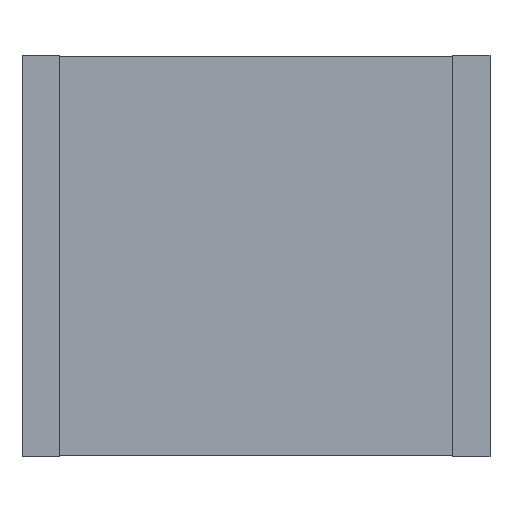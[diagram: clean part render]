
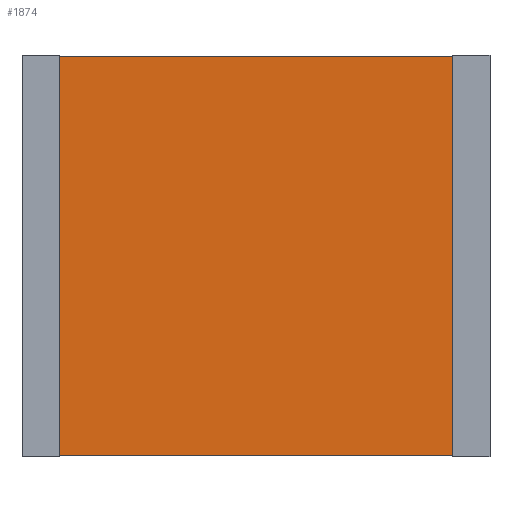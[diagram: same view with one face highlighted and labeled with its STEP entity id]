
A CAD part, front view. The second image highlights one B-rep face of the part: STEP entity #1874.
In plain terms, the highlighted planar face has unit normal (0, -1, 0).
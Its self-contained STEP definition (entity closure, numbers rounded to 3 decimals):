
#25 = CARTESIAN_POINT ( 'NONE',  ( 5.79, 0., 0. ) ) ;
#109 = FACE_OUTER_BOUND ( 'NONE', #1686, .T. ) ;
#111 = CARTESIAN_POINT ( 'NONE',  ( 0., 0., -5.38 ) ) ;
#122 = CARTESIAN_POINT ( 'NONE',  ( 0.49, 0., 0. ) ) ;
#154 = VECTOR ( 'NONE', #1464, 1000. ) ;
#171 = VERTEX_POINT ( 'NONE', #717 ) ;
#216 = LINE ( 'NONE', #111, #154 ) ;
#242 = EDGE_CURVE ( 'NONE', #171, #750, #216, .T. ) ;
#291 = CARTESIAN_POINT ( 'NONE',  ( 0.49, 0., 0. ) ) ;
#395 = VECTOR ( 'NONE', #1170, 1000. ) ;
#441 = VERTEX_POINT ( 'NONE', #1763 ) ;
#650 = AXIS2_PLACEMENT_3D ( 'NONE', #1071, #1860, #2427 ) ;
#690 = LINE ( 'NONE', #122, #2500 ) ;
#697 = DIRECTION ( 'NONE',  ( 0., 0., -1. ) ) ;
#717 = CARTESIAN_POINT ( 'NONE',  ( 5.79, 0., -5.38 ) ) ;
#750 = VERTEX_POINT ( 'NONE', #980 ) ;
#935 = VERTEX_POINT ( 'NONE', #291 ) ;
#980 = CARTESIAN_POINT ( 'NONE',  ( 0.49, 0., -5.38 ) ) ;
#1071 = CARTESIAN_POINT ( 'NONE',  ( 0., 0., 0. ) ) ;
#1137 = EDGE_CURVE ( 'NONE', #935, #750, #690, .T. ) ;
#1170 = DIRECTION ( 'NONE',  ( 1., 0., 0. ) ) ;
#1464 = DIRECTION ( 'NONE',  ( -1., 0., 0. ) ) ;
#1527 = ORIENTED_EDGE ( 'NONE', *, *, #2317, .T. ) ;
#1607 = ORIENTED_EDGE ( 'NONE', *, *, #1137, .T. ) ;
#1686 = EDGE_LOOP ( 'NONE', ( #1935, #1527, #2266, #1607 ) ) ;
#1763 = CARTESIAN_POINT ( 'NONE',  ( 5.79, 0., 0. ) ) ;
#1794 = LINE ( 'NONE', #1981, #395 ) ;
#1860 = DIRECTION ( 'NONE',  ( 0., -1., 0. ) ) ;
#1874 = ADVANCED_FACE ( 'NONE', ( #109 ), #2219, .T. ) ;
#1935 = ORIENTED_EDGE ( 'NONE', *, *, #242, .F. ) ;
#1960 = LINE ( 'NONE', #25, #2346 ) ;
#1981 = CARTESIAN_POINT ( 'NONE',  ( 0., 0., 0. ) ) ;
#2013 = EDGE_CURVE ( 'NONE', #935, #441, #1794, .T. ) ;
#2219 = PLANE ( 'NONE',  #650 ) ;
#2266 = ORIENTED_EDGE ( 'NONE', *, *, #2013, .F. ) ;
#2317 = EDGE_CURVE ( 'NONE', #171, #441, #1960, .T. ) ;
#2346 = VECTOR ( 'NONE', #2362, 1000. ) ;
#2362 = DIRECTION ( 'NONE',  ( 0., 0., 1. ) ) ;
#2427 = DIRECTION ( 'NONE',  ( 0., 0., -1. ) ) ;
#2500 = VECTOR ( 'NONE', #697, 1000. ) ;
